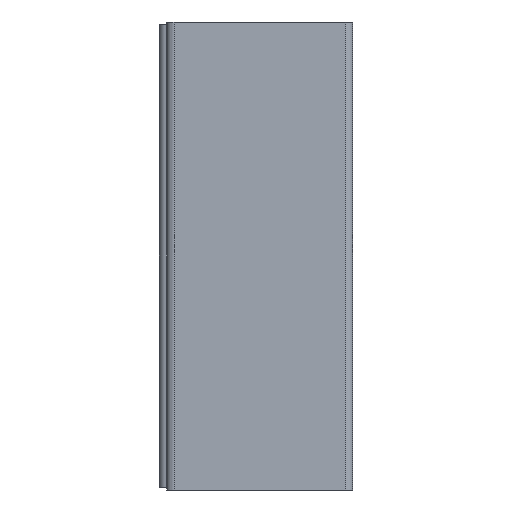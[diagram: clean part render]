
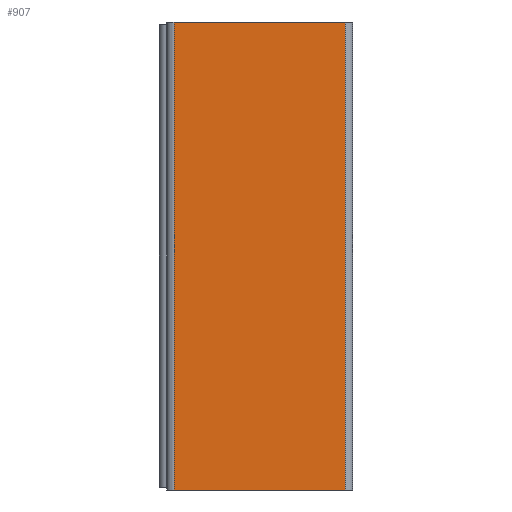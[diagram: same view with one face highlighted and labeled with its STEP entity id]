
A CAD part, left-side view. The second image highlights one B-rep face of the part: STEP entity #907.
In plain terms, the highlighted planar face has unit normal (-1, 0, 0).
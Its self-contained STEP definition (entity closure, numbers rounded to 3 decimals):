
#66 = ORIENTED_EDGE ( 'NONE', *, *, #694, .T. ) ;
#67 = ORIENTED_EDGE ( 'NONE', *, *, #693, .F. ) ;
#68 = ORIENTED_EDGE ( 'NONE', *, *, #692, .T. ) ;
#69 = ORIENTED_EDGE ( 'NONE', *, *, #691, .T. ) ;
#85 = AXIS2_PLACEMENT_3D ( 'NONE', #372, #373, #374 ) ;
#113 = VERTEX_POINT ( 'NONE', #966 ) ;
#125 = VERTEX_POINT ( 'NONE', #974 ) ;
#150 = CARTESIAN_POINT ( 'NONE',  ( -1.6, 0.61, 0.8 ) ) ;
#151 = CARTESIAN_POINT ( 'NONE',  ( -1.6, 0.61, -0.8 ) ) ;
#318 = FACE_OUTER_BOUND ( 'NONE', #591, .T. ) ;
#352 = PLANE ( 'NONE',  #85 ) ;
#372 = CARTESIAN_POINT ( 'NONE',  ( -1.6, 0., 0.8 ) ) ;
#373 = DIRECTION ( 'NONE',  ( 1., 0., 0. ) ) ;
#374 = DIRECTION ( 'NONE',  ( 0., 0., -1. ) ) ;
#591 = EDGE_LOOP ( 'NONE', ( #69, #68, #67, #66 ) ) ;
#691 = EDGE_CURVE ( 'NONE', #1002, #113, #1128, .T. ) ;
#692 = EDGE_CURVE ( 'NONE', #113, #125, #1106, .T. ) ;
#693 = EDGE_CURVE ( 'NONE', #1001, #125, #1131, .T. ) ;
#694 = EDGE_CURVE ( 'NONE', #1001, #1002, #1133, .T. ) ;
#701 = CARTESIAN_POINT ( 'NONE',  ( -1.6, 0., -0.8 ) ) ;
#703 = DIRECTION ( 'NONE',  ( 0., -1., 0. ) ) ;
#704 = DIRECTION ( 'NONE',  ( 0., 0., 1. ) ) ;
#705 = CARTESIAN_POINT ( 'NONE',  ( -1.6, 0., 0.8 ) ) ;
#706 = DIRECTION ( 'NONE',  ( 0., -1., 0. ) ) ;
#707 = CARTESIAN_POINT ( 'NONE',  ( -1.6, 0.61, 0.8 ) ) ;
#859 = CARTESIAN_POINT ( 'NONE',  ( -1.6, 0.025, 0.8 ) ) ;
#907 = ADVANCED_FACE ( 'NONE', ( #318 ), #352, .F. ) ;
#930 = DIRECTION ( 'NONE',  ( 0., 0., -1. ) ) ;
#966 = CARTESIAN_POINT ( 'NONE',  ( -1.6, 0.025, -0.8 ) ) ;
#974 = CARTESIAN_POINT ( 'NONE',  ( -1.6, 0.025, 0.8 ) ) ;
#1001 = VERTEX_POINT ( 'NONE', #150 ) ;
#1002 = VERTEX_POINT ( 'NONE', #151 ) ;
#1106 = LINE ( 'NONE', #859, #1132 ) ;
#1128 = LINE ( 'NONE', #701, #1130 ) ;
#1130 = VECTOR ( 'NONE', #703, 1000. ) ;
#1131 = LINE ( 'NONE', #705, #1134 ) ;
#1132 = VECTOR ( 'NONE', #704, 1000. ) ;
#1133 = LINE ( 'NONE', #707, #1135 ) ;
#1134 = VECTOR ( 'NONE', #706, 1000. ) ;
#1135 = VECTOR ( 'NONE', #930, 1000. ) ;
